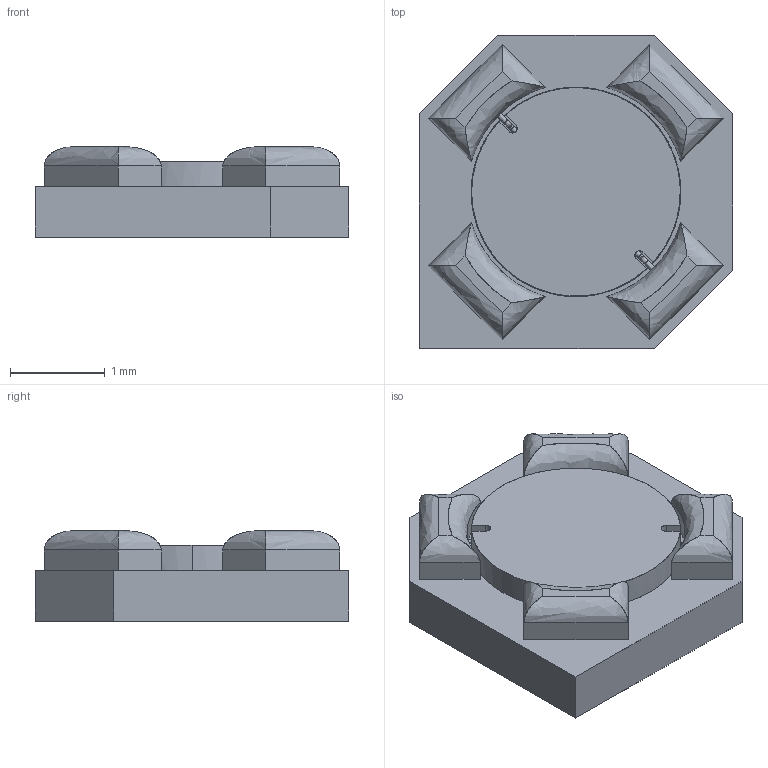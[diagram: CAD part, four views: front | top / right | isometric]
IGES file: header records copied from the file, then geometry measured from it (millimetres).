
Start section: Comment
Global section: file name: 744030220.igs; native system:  By UGS Corp.; preprocessor: XPlus GENERIC/IGES 3.0; author: Author; organization: Title; date: 20100323.125544; units: inch
Bounding box: 3.3 x 3.3 x 0.95 mm (x, y, z)
Surface area: 52.2 mm2 (no closed solid volume)
Topology: 0 solids, 0 shells, 174 faces, 1082 edges, 1076 vertices
Faces by surface type: bspline 174
